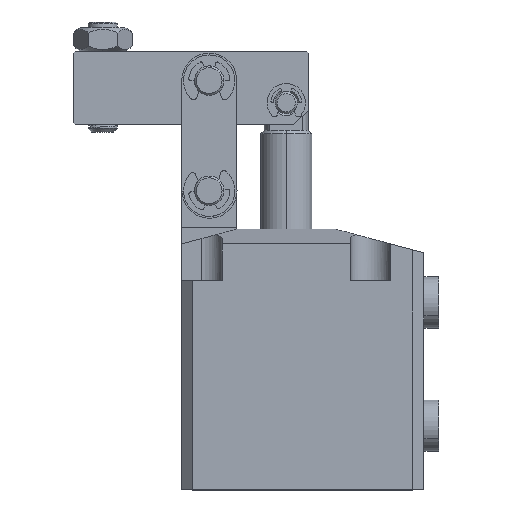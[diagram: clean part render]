
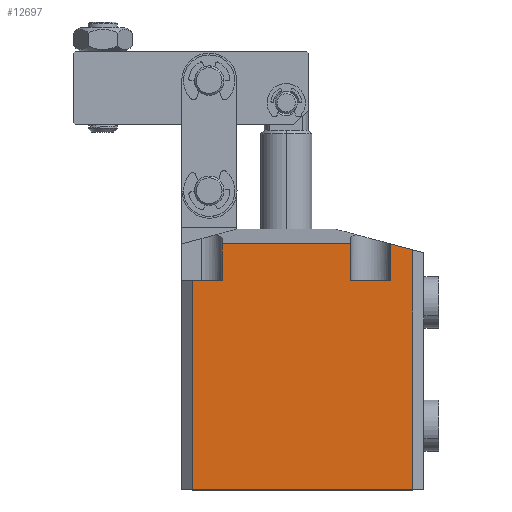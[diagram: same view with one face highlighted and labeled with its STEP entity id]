
A CAD part, top view. The second image highlights one B-rep face of the part: STEP entity #12697.
In plain terms, the highlighted planar face has unit normal (0, 0, 1).
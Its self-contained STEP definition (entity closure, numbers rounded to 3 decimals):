
#45 = FACE_OUTER_BOUND ( 'NONE', #5778, .T. ) ;
#305 = VECTOR ( 'NONE', #4686, 1000. ) ;
#409 = DIRECTION ( 'NONE',  ( 0., -1., 0. ) ) ;
#460 = EDGE_CURVE ( 'NONE', #4677, #810, #2244, .T. ) ;
#478 = DIRECTION ( 'NONE',  ( 0., -1., 0. ) ) ;
#753 = EDGE_CURVE ( 'NONE', #13046, #3039, #8606, .T. ) ;
#810 = VERTEX_POINT ( 'NONE', #13444 ) ;
#1082 = ORIENTED_EDGE ( 'NONE', *, *, #3795, .T. ) ;
#1084 = VECTOR ( 'NONE', #5006, 1000. ) ;
#1282 = CARTESIAN_POINT ( 'NONE',  ( -452.549, 208.594, 28.5 ) ) ;
#1328 = ORIENTED_EDGE ( 'NONE', *, *, #7815, .T. ) ;
#1335 = PLANE ( 'NONE',  #12817 ) ;
#1963 = LINE ( 'NONE', #12330, #10659 ) ;
#2244 = LINE ( 'NONE', #13834, #8420 ) ;
#2257 = CARTESIAN_POINT ( 'NONE',  ( -406.549, 208.594, 28.5 ) ) ;
#2289 = DIRECTION ( 'NONE',  ( 1., 0., 0. ) ) ;
#2395 = CARTESIAN_POINT ( 'NONE',  ( -452.549, 198.613, 28.5 ) ) ;
#2596 = VERTEX_POINT ( 'NONE', #5907 ) ;
#3039 = VERTEX_POINT ( 'NONE', #2257 ) ;
#3565 = VERTEX_POINT ( 'NONE', #2395 ) ;
#3776 = VERTEX_POINT ( 'NONE', #1282 ) ;
#3781 = CARTESIAN_POINT ( 'NONE',  ( -417.549, 198.613, 28.5 ) ) ;
#3795 = EDGE_CURVE ( 'NONE', #3776, #3565, #5512, .T. ) ;
#3842 = VECTOR ( 'NONE', #7693, 1000. ) ;
#3947 = DIRECTION ( 'NONE',  ( 1., 0., 0. ) ) ;
#3982 = ORIENTED_EDGE ( 'NONE', *, *, #11217, .T. ) ;
#4169 = CARTESIAN_POINT ( 'NONE',  ( -417.549, 175.103, 28.5 ) ) ;
#4229 = CARTESIAN_POINT ( 'NONE',  ( -460.549, 175.103, 28.5 ) ) ;
#4321 = VECTOR ( 'NONE', #2289, 1000. ) ;
#4677 = VERTEX_POINT ( 'NONE', #6909 ) ;
#4686 = DIRECTION ( 'NONE',  ( -0.966, 0.259, 0. ) ) ;
#4821 = EDGE_CURVE ( 'NONE', #3776, #2596, #14054, .T. ) ;
#4963 = CARTESIAN_POINT ( 'NONE',  ( -430.549, 198.613, 28.5 ) ) ;
#5006 = DIRECTION ( 'NONE',  ( 0., -1., 0. ) ) ;
#5512 = LINE ( 'NONE', #7411, #1084 ) ;
#5571 = LINE ( 'NONE', #4169, #3842 ) ;
#5753 = VERTEX_POINT ( 'NONE', #5782 ) ;
#5778 = EDGE_LOOP ( 'NONE', ( #13171, #10526, #11554, #1082, #3982, #1328, #8505, #8033, #14636, #10087 ) ) ;
#5782 = CARTESIAN_POINT ( 'NONE',  ( -406.549, 198.613, 28.5 ) ) ;
#5907 = CARTESIAN_POINT ( 'NONE',  ( -417.549, 208.594, 28.5 ) ) ;
#6021 = VERTEX_POINT ( 'NONE', #3781 ) ;
#6130 = DIRECTION ( 'NONE',  ( -1., 0., 0. ) ) ;
#6354 = VECTOR ( 'NONE', #409, 1000. ) ;
#6417 = LINE ( 'NONE', #4963, #15558 ) ;
#6525 = VECTOR ( 'NONE', #8598, 1000. ) ;
#6909 = CARTESIAN_POINT ( 'NONE',  ( -460.549, 141.613, 28.5 ) ) ;
#7247 = CARTESIAN_POINT ( 'NONE',  ( -460.549, 198.613, 28.5 ) ) ;
#7362 = EDGE_CURVE ( 'NONE', #810, #13046, #11979, .T. ) ;
#7363 = VECTOR ( 'NONE', #478, 1000. ) ;
#7411 = CARTESIAN_POINT ( 'NONE',  ( -452.549, 175.103, 28.5 ) ) ;
#7693 = DIRECTION ( 'NONE',  ( 0., 1., 0. ) ) ;
#7815 = EDGE_CURVE ( 'NONE', #8659, #4677, #11064, .T. ) ;
#7858 = CARTESIAN_POINT ( 'NONE',  ( -406.549, 203.603, 28.5 ) ) ;
#8033 = ORIENTED_EDGE ( 'NONE', *, *, #7362, .T. ) ;
#8241 = CARTESIAN_POINT ( 'NONE',  ( -435.049, 208.594, 28.5 ) ) ;
#8420 = VECTOR ( 'NONE', #3947, 1000. ) ;
#8505 = ORIENTED_EDGE ( 'NONE', *, *, #460, .T. ) ;
#8598 = DIRECTION ( 'NONE',  ( 0., 1., 0. ) ) ;
#8606 = LINE ( 'NONE', #12178, #305 ) ;
#8659 = VERTEX_POINT ( 'NONE', #7247 ) ;
#8841 = EDGE_CURVE ( 'NONE', #3039, #5753, #8901, .T. ) ;
#8901 = LINE ( 'NONE', #7858, #6354 ) ;
#10087 = ORIENTED_EDGE ( 'NONE', *, *, #8841, .T. ) ;
#10526 = ORIENTED_EDGE ( 'NONE', *, *, #15633, .T. ) ;
#10659 = VECTOR ( 'NONE', #6130, 1000. ) ;
#11064 = LINE ( 'NONE', #4229, #7363 ) ;
#11161 = DIRECTION ( 'NONE',  ( 0., 0., 1. ) ) ;
#11217 = EDGE_CURVE ( 'NONE', #3565, #8659, #6417, .T. ) ;
#11554 = ORIENTED_EDGE ( 'NONE', *, *, #4821, .F. ) ;
#11979 = LINE ( 'NONE', #15850, #6525 ) ;
#12178 = CARTESIAN_POINT ( 'NONE',  ( -409.549, 209.398, 28.5 ) ) ;
#12330 = CARTESIAN_POINT ( 'NONE',  ( -430.549, 198.613, 28.5 ) ) ;
#12405 = DIRECTION ( 'NONE',  ( 1., 0., 0. ) ) ;
#12573 = CARTESIAN_POINT ( 'NONE',  ( -460.549, 141.613, 28.5 ) ) ;
#12697 = ADVANCED_FACE ( 'NONE', ( #45 ), #1335, .T. ) ;
#12817 = AXIS2_PLACEMENT_3D ( 'NONE', #12573, #11161, #12405 ) ;
#13046 = VERTEX_POINT ( 'NONE', #15887 ) ;
#13171 = ORIENTED_EDGE ( 'NONE', *, *, #13280, .T. ) ;
#13280 = EDGE_CURVE ( 'NONE', #5753, #6021, #1963, .T. ) ;
#13444 = CARTESIAN_POINT ( 'NONE',  ( -400.549, 141.613, 28.5 ) ) ;
#13678 = DIRECTION ( 'NONE',  ( -1., 0., 0. ) ) ;
#13834 = CARTESIAN_POINT ( 'NONE',  ( -430.549, 141.613, 28.5 ) ) ;
#14054 = LINE ( 'NONE', #8241, #4321 ) ;
#14636 = ORIENTED_EDGE ( 'NONE', *, *, #753, .T. ) ;
#15558 = VECTOR ( 'NONE', #13678, 1000. ) ;
#15633 = EDGE_CURVE ( 'NONE', #6021, #2596, #5571, .T. ) ;
#15850 = CARTESIAN_POINT ( 'NONE',  ( -400.549, 175.103, 28.5 ) ) ;
#15887 = CARTESIAN_POINT ( 'NONE',  ( -400.549, 206.986, 28.5 ) ) ;
